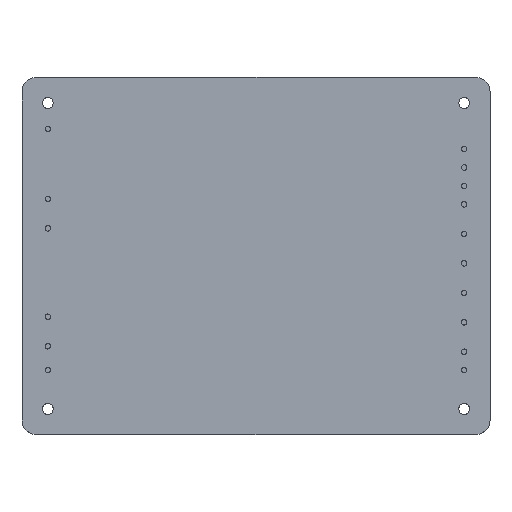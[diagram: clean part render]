
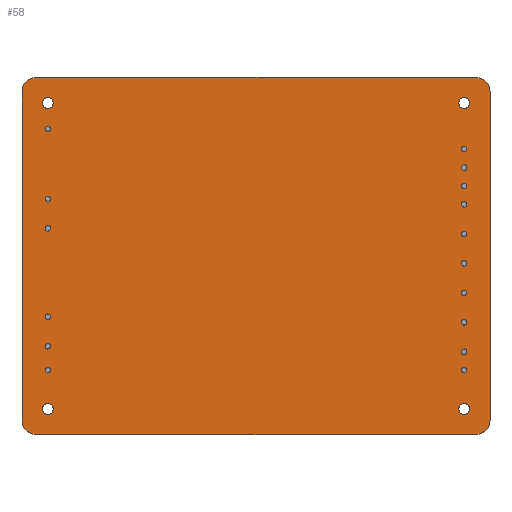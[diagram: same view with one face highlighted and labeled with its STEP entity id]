
A CAD part, top view. The second image highlights one B-rep face of the part: STEP entity #58.
In plain terms, the highlighted planar face has unit normal (0, 0, 1).
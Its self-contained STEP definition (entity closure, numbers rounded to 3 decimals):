
#58=ADVANCED_FACE('',(#472,#474,#476,#478,#480,#482,#484,#486,#488,#490,#492,#494,
#496,#498,#500,#502,#504,#506,#508,#510,#512),#514,.T.);
#472=FACE_BOUND('',#473,.T.);
#473=EDGE_LOOP('',(#882,#883,#884,#885,#886,#887,#888,#889));
#474=FACE_BOUND('',#475,.T.);
#475=EDGE_LOOP('',(#890));
#476=FACE_BOUND('',#477,.T.);
#477=EDGE_LOOP('',(#891));
#478=FACE_BOUND('',#479,.T.);
#479=EDGE_LOOP('',(#892));
#480=FACE_BOUND('',#481,.T.);
#481=EDGE_LOOP('',(#893));
#482=FACE_BOUND('',#483,.T.);
#483=EDGE_LOOP('',(#894));
#484=FACE_BOUND('',#485,.T.);
#485=EDGE_LOOP('',(#895));
#486=FACE_BOUND('',#487,.T.);
#487=EDGE_LOOP('',(#896));
#488=FACE_BOUND('',#489,.T.);
#489=EDGE_LOOP('',(#897));
#490=FACE_BOUND('',#491,.T.);
#491=EDGE_LOOP('',(#898));
#492=FACE_BOUND('',#493,.T.);
#493=EDGE_LOOP('',(#899));
#494=FACE_BOUND('',#495,.T.);
#495=EDGE_LOOP('',(#900));
#496=FACE_BOUND('',#497,.T.);
#497=EDGE_LOOP('',(#901));
#498=FACE_BOUND('',#499,.T.);
#499=EDGE_LOOP('',(#902));
#500=FACE_BOUND('',#501,.T.);
#501=EDGE_LOOP('',(#903));
#502=FACE_BOUND('',#503,.T.);
#503=EDGE_LOOP('',(#904));
#504=FACE_BOUND('',#505,.T.);
#505=EDGE_LOOP('',(#905));
#506=FACE_BOUND('',#507,.T.);
#507=EDGE_LOOP('',(#906));
#508=FACE_BOUND('',#509,.T.);
#509=EDGE_LOOP('',(#907));
#510=FACE_BOUND('',#511,.T.);
#511=EDGE_LOOP('',(#908));
#512=FACE_BOUND('',#513,.T.);
#513=EDGE_LOOP('',(#909));
#514=PLANE('',#515);
#515=AXIS2_PLACEMENT_3D('',#516,#517,#518);
#516=CARTESIAN_POINT('',(0.,0.,13.));
#517=DIRECTION('',(0.,0.,1.));
#518=DIRECTION('',(1.,0.,0.));
#882=ORIENTED_EDGE('',*,*,#1010,.F.);
#883=ORIENTED_EDGE('',*,*,#1011,.T.);
#884=ORIENTED_EDGE('',*,*,#1012,.F.);
#885=ORIENTED_EDGE('',*,*,#1013,.T.);
#886=ORIENTED_EDGE('',*,*,#1014,.F.);
#887=ORIENTED_EDGE('',*,*,#1015,.T.);
#888=ORIENTED_EDGE('',*,*,#1016,.F.);
#889=ORIENTED_EDGE('',*,*,#1017,.T.);
#890=ORIENTED_EDGE('',*,*,#1018,.F.);
#891=ORIENTED_EDGE('',*,*,#1019,.F.);
#892=ORIENTED_EDGE('',*,*,#1020,.F.);
#893=ORIENTED_EDGE('',*,*,#1021,.F.);
#894=ORIENTED_EDGE('',*,*,#1022,.F.);
#895=ORIENTED_EDGE('',*,*,#1023,.F.);
#896=ORIENTED_EDGE('',*,*,#1024,.F.);
#897=ORIENTED_EDGE('',*,*,#1025,.F.);
#898=ORIENTED_EDGE('',*,*,#1026,.F.);
#899=ORIENTED_EDGE('',*,*,#1027,.F.);
#900=ORIENTED_EDGE('',*,*,#1028,.F.);
#901=ORIENTED_EDGE('',*,*,#1029,.F.);
#902=ORIENTED_EDGE('',*,*,#1030,.F.);
#903=ORIENTED_EDGE('',*,*,#1031,.F.);
#904=ORIENTED_EDGE('',*,*,#1032,.F.);
#905=ORIENTED_EDGE('',*,*,#1033,.F.);
#906=ORIENTED_EDGE('',*,*,#1034,.T.);
#907=ORIENTED_EDGE('',*,*,#1035,.T.);
#908=ORIENTED_EDGE('',*,*,#1036,.T.);
#909=ORIENTED_EDGE('',*,*,#1037,.T.);
#1010=EDGE_CURVE('',#1074,#1075,#1076,.F.);
#1011=EDGE_CURVE('',#1074,#1077,#1078,.T.);
#1012=EDGE_CURVE('',#1079,#1077,#1080,.F.);
#1013=EDGE_CURVE('',#1079,#1081,#1082,.T.);
#1014=EDGE_CURVE('',#1083,#1081,#1084,.F.);
#1015=EDGE_CURVE('',#1083,#1085,#1086,.T.);
#1016=EDGE_CURVE('',#1087,#1085,#1088,.F.);
#1017=EDGE_CURVE('',#1087,#1075,#1089,.T.);
#1018=EDGE_CURVE('',#1090,#1090,#1091,.T.);
#1019=EDGE_CURVE('',#1092,#1092,#1093,.T.);
#1020=EDGE_CURVE('',#1094,#1094,#1095,.T.);
#1021=EDGE_CURVE('',#1096,#1096,#1097,.T.);
#1022=EDGE_CURVE('',#1098,#1098,#1099,.T.);
#1023=EDGE_CURVE('',#1100,#1100,#1101,.T.);
#1024=EDGE_CURVE('',#1102,#1102,#1103,.T.);
#1025=EDGE_CURVE('',#1104,#1104,#1105,.T.);
#1026=EDGE_CURVE('',#1106,#1106,#1107,.T.);
#1027=EDGE_CURVE('',#1108,#1108,#1109,.T.);
#1028=EDGE_CURVE('',#1110,#1110,#1111,.T.);
#1029=EDGE_CURVE('',#1112,#1112,#1113,.T.);
#1030=EDGE_CURVE('',#1114,#1114,#1115,.T.);
#1031=EDGE_CURVE('',#1116,#1116,#1117,.T.);
#1032=EDGE_CURVE('',#1118,#1118,#1119,.T.);
#1033=EDGE_CURVE('',#1120,#1120,#1121,.T.);
#1034=EDGE_CURVE('',#1122,#1122,#1123,.F.);
#1035=EDGE_CURVE('',#1124,#1124,#1125,.F.);
#1036=EDGE_CURVE('',#1126,#1126,#1127,.F.);
#1037=EDGE_CURVE('',#1128,#1128,#1129,.F.);
#1074=VERTEX_POINT('',#1194);
#1075=VERTEX_POINT('',#1195);
#1076=CIRCLE('',#1196,4.);
#1077=VERTEX_POINT('',#1200);
#1078=LINE('',#1201,#1202);
#1079=VERTEX_POINT('',#1204);
#1080=CIRCLE('',#1205,4.);
#1081=VERTEX_POINT('',#1209);
#1082=LINE('',#1210,#1211);
#1083=VERTEX_POINT('',#1213);
#1084=CIRCLE('',#1214,4.);
#1085=VERTEX_POINT('',#1218);
#1086=LINE('',#1219,#1220);
#1087=VERTEX_POINT('',#1222);
#1088=CIRCLE('',#1223,4.);
#1089=LINE('',#1227,#1228);
#1090=VERTEX_POINT('',#1230);
#1091=CIRCLE('',#1231,0.75);
#1092=VERTEX_POINT('',#1235);
#1093=CIRCLE('',#1236,0.75);
#1094=VERTEX_POINT('',#1240);
#1095=CIRCLE('',#1241,0.75);
#1096=VERTEX_POINT('',#1245);
#1097=CIRCLE('',#1246,0.75);
#1098=VERTEX_POINT('',#1250);
#1099=CIRCLE('',#1251,0.75);
#1100=VERTEX_POINT('',#1255);
#1101=CIRCLE('',#1256,0.75);
#1102=VERTEX_POINT('',#1260);
#1103=CIRCLE('',#1261,0.75);
#1104=VERTEX_POINT('',#1265);
#1105=CIRCLE('',#1266,0.75);
#1106=VERTEX_POINT('',#1270);
#1107=CIRCLE('',#1271,0.75);
#1108=VERTEX_POINT('',#1275);
#1109=CIRCLE('',#1276,0.75);
#1110=VERTEX_POINT('',#1280);
#1111=CIRCLE('',#1281,0.75);
#1112=VERTEX_POINT('',#1285);
#1113=CIRCLE('',#1286,0.75);
#1114=VERTEX_POINT('',#1290);
#1115=CIRCLE('',#1291,0.75);
#1116=VERTEX_POINT('',#1295);
#1117=CIRCLE('',#1296,0.75);
#1118=VERTEX_POINT('',#1300);
#1119=CIRCLE('',#1301,0.75);
#1120=VERTEX_POINT('',#1305);
#1121=CIRCLE('',#1306,0.75);
#1122=VERTEX_POINT('',#1310);
#1123=CIRCLE('',#1311,1.5);
#1124=VERTEX_POINT('',#1315);
#1125=CIRCLE('',#1316,1.5);
#1126=VERTEX_POINT('',#1320);
#1127=CIRCLE('',#1321,1.5);
#1128=VERTEX_POINT('',#1325);
#1129=CIRCLE('',#1326,1.5);
#1194=CARTESIAN_POINT('',(4.,0.,13.));
#1195=CARTESIAN_POINT('',(0.,4.,13.));
#1196=AXIS2_PLACEMENT_3D('',#1197,#1198,#1199);
#1197=CARTESIAN_POINT('',(4.,4.,13.));
#1198=DIRECTION('',(0.,0.,1.));
#1199=DIRECTION('',(-1.,0.,0.));
#1200=CARTESIAN_POINT('',(123.,0.,13.));
#1201=CARTESIAN_POINT('',(4.,0.,13.));
#1202=VECTOR('',#1203,1.);
#1203=DIRECTION('',(1.,0.,0.));
#1204=CARTESIAN_POINT('',(127.,4.,13.));
#1205=AXIS2_PLACEMENT_3D('',#1206,#1207,#1208);
#1206=CARTESIAN_POINT('',(123.,4.,13.));
#1207=DIRECTION('',(0.,0.,1.));
#1208=DIRECTION('',(0.,-1.,0.));
#1209=CARTESIAN_POINT('',(127.,93.,13.));
#1210=CARTESIAN_POINT('',(127.,4.,13.));
#1211=VECTOR('',#1212,1.);
#1212=DIRECTION('',(0.,1.,0.));
#1213=CARTESIAN_POINT('',(123.,97.,13.));
#1214=AXIS2_PLACEMENT_3D('',#1215,#1216,#1217);
#1215=CARTESIAN_POINT('',(123.,93.,13.));
#1216=DIRECTION('',(0.,0.,1.));
#1217=DIRECTION('',(1.,0.,0.));
#1218=CARTESIAN_POINT('',(4.,97.,13.));
#1219=CARTESIAN_POINT('',(123.,97.,13.));
#1220=VECTOR('',#1221,1.);
#1221=DIRECTION('',(-1.,0.,0.));
#1222=CARTESIAN_POINT('',(0.,93.,13.));
#1223=AXIS2_PLACEMENT_3D('',#1224,#1225,#1226);
#1224=CARTESIAN_POINT('',(4.,93.,13.));
#1225=DIRECTION('',(0.,0.,1.));
#1226=DIRECTION('',(0.,1.,0.));
#1227=CARTESIAN_POINT('',(0.,93.,13.));
#1228=VECTOR('',#1229,1.);
#1229=DIRECTION('',(0.,-1.,0.));
#1230=CARTESIAN_POINT('',(7.75,17.5,13.));
#1231=AXIS2_PLACEMENT_3D('',#1232,#1233,#1234);
#1232=CARTESIAN_POINT('',(7.,17.5,13.));
#1233=DIRECTION('',(0.,0.,1.));
#1234=DIRECTION('',(1.,0.,0.));
#1235=CARTESIAN_POINT('',(7.75,24.,13.));
#1236=AXIS2_PLACEMENT_3D('',#1237,#1238,#1239);
#1237=CARTESIAN_POINT('',(7.,24.,13.));
#1238=DIRECTION('',(0.,0.,1.));
#1239=DIRECTION('',(1.,0.,0.));
#1240=CARTESIAN_POINT('',(7.75,32.,13.));
#1241=AXIS2_PLACEMENT_3D('',#1242,#1243,#1244);
#1242=CARTESIAN_POINT('',(7.,32.,13.));
#1243=DIRECTION('',(0.,0.,1.));
#1244=DIRECTION('',(1.,0.,0.));
#1245=CARTESIAN_POINT('',(7.75,56.,13.));
#1246=AXIS2_PLACEMENT_3D('',#1247,#1248,#1249);
#1247=CARTESIAN_POINT('',(7.,56.,13.));
#1248=DIRECTION('',(0.,0.,1.));
#1249=DIRECTION('',(1.,0.,0.));
#1250=CARTESIAN_POINT('',(7.75,64.,13.));
#1251=AXIS2_PLACEMENT_3D('',#1252,#1253,#1254);
#1252=CARTESIAN_POINT('',(7.,64.,13.));
#1253=DIRECTION('',(0.,0.,1.));
#1254=DIRECTION('',(1.,0.,0.));
#1255=CARTESIAN_POINT('',(7.75,83.,13.));
#1256=AXIS2_PLACEMENT_3D('',#1257,#1258,#1259);
#1257=CARTESIAN_POINT('',(7.,83.,13.));
#1258=DIRECTION('',(0.,0.,1.));
#1259=DIRECTION('',(1.,0.,0.));
#1260=CARTESIAN_POINT('',(120.75,77.5,13.));
#1261=AXIS2_PLACEMENT_3D('',#1262,#1263,#1264);
#1262=CARTESIAN_POINT('',(120.,77.5,13.));
#1263=DIRECTION('',(0.,0.,1.));
#1264=DIRECTION('',(1.,0.,0.));
#1265=CARTESIAN_POINT('',(120.75,72.5,13.));
#1266=AXIS2_PLACEMENT_3D('',#1267,#1268,#1269);
#1267=CARTESIAN_POINT('',(120.,72.5,13.));
#1268=DIRECTION('',(0.,0.,1.));
#1269=DIRECTION('',(1.,0.,0.));
#1270=CARTESIAN_POINT('',(120.75,67.5,13.));
#1271=AXIS2_PLACEMENT_3D('',#1272,#1273,#1274);
#1272=CARTESIAN_POINT('',(120.,67.5,13.));
#1273=DIRECTION('',(0.,0.,1.));
#1274=DIRECTION('',(1.,0.,0.));
#1275=CARTESIAN_POINT('',(120.75,62.5,13.));
#1276=AXIS2_PLACEMENT_3D('',#1277,#1278,#1279);
#1277=CARTESIAN_POINT('',(120.,62.5,13.));
#1278=DIRECTION('',(0.,0.,1.));
#1279=DIRECTION('',(1.,0.,0.));
#1280=CARTESIAN_POINT('',(120.75,54.5,13.));
#1281=AXIS2_PLACEMENT_3D('',#1282,#1283,#1284);
#1282=CARTESIAN_POINT('',(120.,54.5,13.));
#1283=DIRECTION('',(0.,0.,1.));
#1284=DIRECTION('',(1.,0.,0.));
#1285=CARTESIAN_POINT('',(120.75,46.5,13.));
#1286=AXIS2_PLACEMENT_3D('',#1287,#1288,#1289);
#1287=CARTESIAN_POINT('',(120.,46.5,13.));
#1288=DIRECTION('',(0.,0.,1.));
#1289=DIRECTION('',(1.,0.,0.));
#1290=CARTESIAN_POINT('',(120.75,38.5,13.));
#1291=AXIS2_PLACEMENT_3D('',#1292,#1293,#1294);
#1292=CARTESIAN_POINT('',(120.,38.5,13.));
#1293=DIRECTION('',(0.,0.,1.));
#1294=DIRECTION('',(1.,0.,0.));
#1295=CARTESIAN_POINT('',(120.75,30.5,13.));
#1296=AXIS2_PLACEMENT_3D('',#1297,#1298,#1299);
#1297=CARTESIAN_POINT('',(120.,30.5,13.));
#1298=DIRECTION('',(0.,0.,1.));
#1299=DIRECTION('',(1.,0.,0.));
#1300=CARTESIAN_POINT('',(120.75,22.5,13.));
#1301=AXIS2_PLACEMENT_3D('',#1302,#1303,#1304);
#1302=CARTESIAN_POINT('',(120.,22.5,13.));
#1303=DIRECTION('',(0.,0.,1.));
#1304=DIRECTION('',(1.,0.,0.));
#1305=CARTESIAN_POINT('',(120.75,17.5,13.));
#1306=AXIS2_PLACEMENT_3D('',#1307,#1308,#1309);
#1307=CARTESIAN_POINT('',(120.,17.5,13.));
#1308=DIRECTION('',(0.,0.,1.));
#1309=DIRECTION('',(1.,0.,0.));
#1310=CARTESIAN_POINT('',(121.5,7.,13.));
#1311=AXIS2_PLACEMENT_3D('',#1312,#1313,#1314);
#1312=CARTESIAN_POINT('',(120.,7.,13.));
#1313=DIRECTION('',(0.,0.,1.));
#1314=DIRECTION('',(1.,0.,0.));
#1315=CARTESIAN_POINT('',(8.5,7.,13.));
#1316=AXIS2_PLACEMENT_3D('',#1317,#1318,#1319);
#1317=CARTESIAN_POINT('',(7.,7.,13.));
#1318=DIRECTION('',(0.,0.,1.));
#1319=DIRECTION('',(1.,0.,0.));
#1320=CARTESIAN_POINT('',(121.5,90.,13.));
#1321=AXIS2_PLACEMENT_3D('',#1322,#1323,#1324);
#1322=CARTESIAN_POINT('',(120.,90.,13.));
#1323=DIRECTION('',(0.,0.,1.));
#1324=DIRECTION('',(1.,0.,0.));
#1325=CARTESIAN_POINT('',(8.5,90.,13.));
#1326=AXIS2_PLACEMENT_3D('',#1327,#1328,#1329);
#1327=CARTESIAN_POINT('',(7.,90.,13.));
#1328=DIRECTION('',(0.,0.,1.));
#1329=DIRECTION('',(1.,0.,0.));
